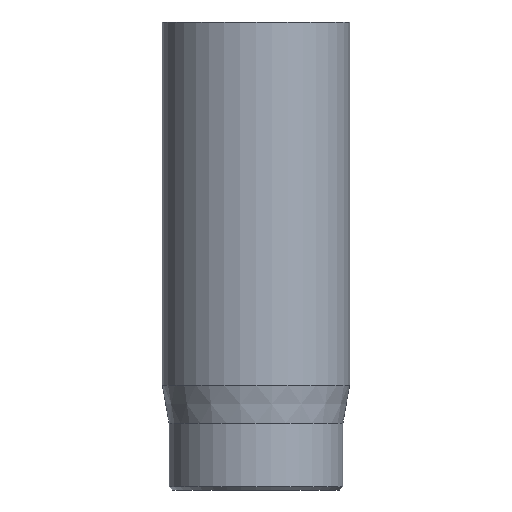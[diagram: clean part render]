
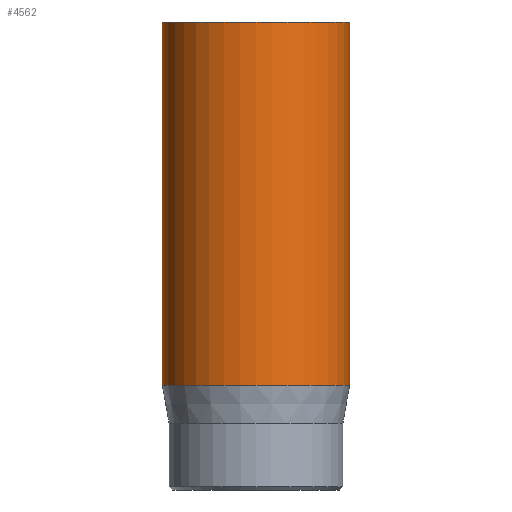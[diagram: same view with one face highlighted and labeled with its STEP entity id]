
A CAD part, front view. The second image highlights one B-rep face of the part: STEP entity #4562.
In plain terms, the highlighted cylindrical face has radius 1.4 mm (diameter 2.8 mm), a full revolution.
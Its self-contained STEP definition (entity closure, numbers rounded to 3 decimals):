
#605=CYLINDRICAL_SURFACE('',#4727,1.4);
#838=FACE_OUTER_BOUND('',#1111,.T.);
#1111=EDGE_LOOP('',(#4221,#4222,#4223,#4224,#4225));
#1441=LINE('',#8670,#1781);
#1781=VECTOR('',#5247,1.4);
#1819=CIRCLE('',#4713,1.4);
#1825=CIRCLE('',#4725,1.4);
#1826=CIRCLE('',#4726,1.4);
#2251=VERTEX_POINT('',#8643);
#2257=VERTEX_POINT('',#8664);
#2258=VERTEX_POINT('',#8665);
#2908=EDGE_CURVE('',#2251,#2251,#1819,.T.);
#2917=EDGE_CURVE('',#2257,#2258,#1825,.T.);
#2918=EDGE_CURVE('',#2258,#2257,#1826,.T.);
#2920=EDGE_CURVE('',#2251,#2257,#1441,.T.);
#4221=ORIENTED_EDGE('',*,*,#2908,.T.);
#4222=ORIENTED_EDGE('',*,*,#2920,.T.);
#4223=ORIENTED_EDGE('',*,*,#2917,.T.);
#4224=ORIENTED_EDGE('',*,*,#2918,.T.);
#4225=ORIENTED_EDGE('',*,*,#2920,.F.);
#4562=ADVANCED_FACE('',(#838),#605,.T.);
#4713=AXIS2_PLACEMENT_3D('',#8644,#5213,#5214);
#4725=AXIS2_PLACEMENT_3D('',#8666,#5240,#5241);
#4726=AXIS2_PLACEMENT_3D('',#8667,#5242,#5243);
#4727=AXIS2_PLACEMENT_3D('',#8669,#5245,#5246);
#5213=DIRECTION('center_axis',(0.,0.,-1.));
#5214=DIRECTION('ref_axis',(-1.,0.,0.));
#5240=DIRECTION('center_axis',(0.,0.,1.));
#5241=DIRECTION('ref_axis',(-1.,0.,0.));
#5242=DIRECTION('center_axis',(0.,0.,1.));
#5243=DIRECTION('ref_axis',(-1.,0.,0.));
#5245=DIRECTION('center_axis',(0.,0.,1.));
#5246=DIRECTION('ref_axis',(-1.,0.,0.));
#5247=DIRECTION('',(0.,0.,-1.));
#8643=CARTESIAN_POINT('',(1.4,0.,7.));
#8644=CARTESIAN_POINT('Origin',(0.,0.,7.));
#8664=CARTESIAN_POINT('',(1.4,0.,1.567));
#8665=CARTESIAN_POINT('',(-1.4,0.,1.567));
#8666=CARTESIAN_POINT('Origin',(0.,0.,1.567));
#8667=CARTESIAN_POINT('Origin',(0.,0.,1.567));
#8669=CARTESIAN_POINT('Origin',(0.,0.,0.));
#8670=CARTESIAN_POINT('',(1.4,0.,0.));
